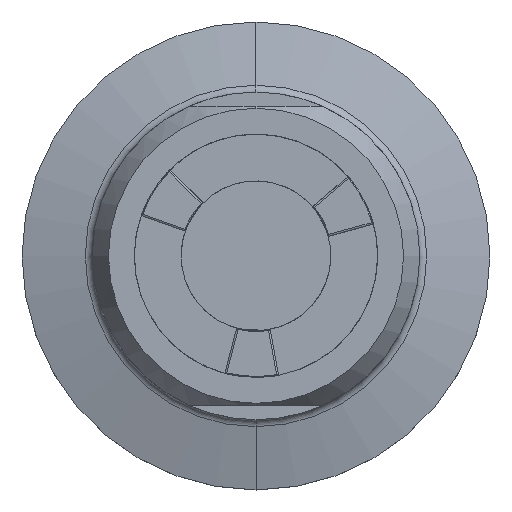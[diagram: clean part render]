
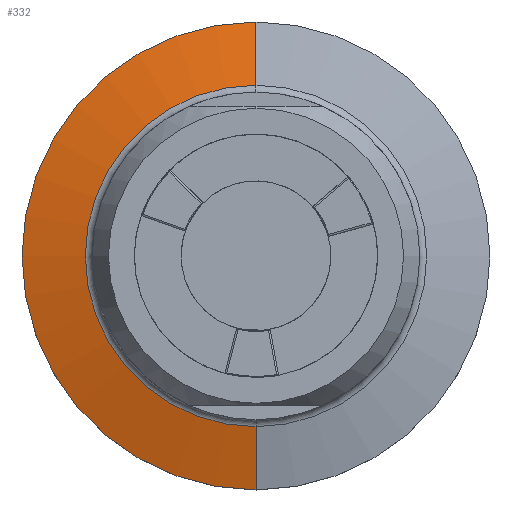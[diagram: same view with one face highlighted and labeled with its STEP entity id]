
A CAD part, top view. The second image highlights one B-rep face of the part: STEP entity #332.
In plain terms, the highlighted conical face has half-angle 75 degrees and reference radius 18.241 mm.
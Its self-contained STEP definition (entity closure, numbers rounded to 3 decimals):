
#104=CONICAL_SURFACE('',#1289,18.241,75.);
#217=LINE('',#2503,#266);
#218=LINE('',#2504,#267);
#266=VECTOR('',#1616,1.);
#267=VECTOR('',#1617,1.);
#332=ADVANCED_FACE('',(#396),#104,.T.);
#396=FACE_OUTER_BOUND('',#473,.T.);
#473=EDGE_LOOP('',(#798,#799,#800,#801));
#798=ORIENTED_EDGE('',*,*,#1083,.T.);
#799=ORIENTED_EDGE('',*,*,#1086,.T.);
#800=ORIENTED_EDGE('',*,*,#931,.F.);
#801=ORIENTED_EDGE('',*,*,#1087,.F.);
#818=VERTEX_POINT('',#1646);
#819=VERTEX_POINT('',#1648);
#920=VERTEX_POINT('',#2496);
#921=VERTEX_POINT('',#2498);
#931=EDGE_CURVE('',#818,#819,#1097,.T.);
#1083=EDGE_CURVE('',#921,#920,#1147,.T.);
#1086=EDGE_CURVE('',#920,#819,#217,.T.);
#1087=EDGE_CURVE('',#921,#818,#218,.T.);
#1097=CIRCLE('',#1162,25.);
#1147=CIRCLE('',#1284,18.241);
#1162=AXIS2_PLACEMENT_3D('',#1647,#1316,#1317);
#1284=AXIS2_PLACEMENT_3D('',#2497,#1606,#1607);
#1289=AXIS2_PLACEMENT_3D('',#2505,#1618,#1619);
#1316=DIRECTION('',(0.,0.,-1.));
#1317=DIRECTION('',(0.,-1.,0.));
#1606=DIRECTION('',(0.,0.,-1.));
#1607=DIRECTION('',(0.,-1.,0.));
#1616=DIRECTION('',(0.,0.966,-0.259));
#1617=DIRECTION('',(0.,-0.966,-0.259));
#1618=DIRECTION('',(0.,0.,-1.));
#1619=DIRECTION('',(0.,1.,0.));
#1646=CARTESIAN_POINT('',(0.,-25.,6.));
#1647=CARTESIAN_POINT('',(0.,0.,6.));
#1648=CARTESIAN_POINT('',(0.,25.,6.));
#2496=CARTESIAN_POINT('',(0.,18.241,7.811));
#2497=CARTESIAN_POINT('',(0.,0.,7.811));
#2498=CARTESIAN_POINT('',(0.,-18.241,7.811));
#2503=CARTESIAN_POINT('',(0.,18.241,7.811));
#2504=CARTESIAN_POINT('',(0.,-18.241,7.811));
#2505=CARTESIAN_POINT('',(0.,0.,7.811));
